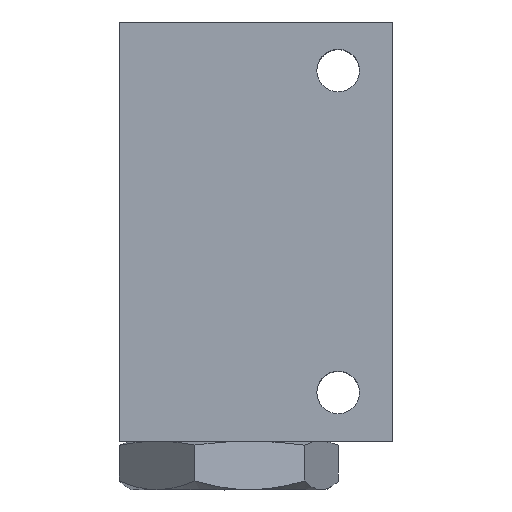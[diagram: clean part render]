
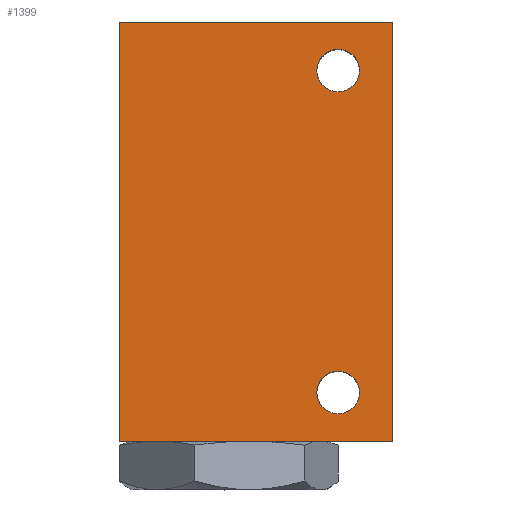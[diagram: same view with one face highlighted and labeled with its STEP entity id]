
A CAD part, top view. The second image highlights one B-rep face of the part: STEP entity #1399.
In plain terms, the highlighted planar face has unit normal (0, 0, 1).
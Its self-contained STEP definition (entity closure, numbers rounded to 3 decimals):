
#1 = CARTESIAN_POINT ( 'NONE',  ( 13.5, 16., 10. ) ) ;
#4 = DIRECTION ( 'NONE',  ( -1., 0., 0. ) ) ;
#25 = ORIENTED_EDGE ( 'NONE', *, *, #691, .F. ) ;
#34 = CARTESIAN_POINT ( 'NONE',  ( 13.5, -18.5, 10. ) ) ;
#43 = DIRECTION ( 'NONE',  ( 1., 0., 0. ) ) ;
#96 = EDGE_CURVE ( 'NONE', #1211, #1498, #248, .T. ) ;
#103 = ORIENTED_EDGE ( 'NONE', *, *, #96, .T. ) ;
#115 = AXIS2_PLACEMENT_3D ( 'NONE', #168, #170, #240 ) ;
#135 = VECTOR ( 'NONE', #1553, 1000. ) ;
#151 = CIRCLE ( 'NONE', #1061, 1.75 ) ;
#165 = VECTOR ( 'NONE', #1156, 1000. ) ;
#167 = EDGE_LOOP ( 'NONE', ( #25, #873 ) ) ;
#168 = CARTESIAN_POINT ( 'NONE',  ( 9., -14.5, 10. ) ) ;
#170 = DIRECTION ( 'NONE',  ( 0., 0., 1. ) ) ;
#240 = DIRECTION ( 'NONE',  ( 0., 1., 0. ) ) ;
#247 = DIRECTION ( 'NONE',  ( 0., 1., 0. ) ) ;
#248 = LINE ( 'NONE', #844, #135 ) ;
#254 = EDGE_LOOP ( 'NONE', ( #574, #1068 ) ) ;
#264 = VERTEX_POINT ( 'NONE', #292 ) ;
#270 = FACE_OUTER_BOUND ( 'NONE', #744, .T. ) ;
#292 = CARTESIAN_POINT ( 'NONE',  ( 9., 13.75, 10. ) ) ;
#307 = VERTEX_POINT ( 'NONE', #1153 ) ;
#372 = VECTOR ( 'NONE', #43, 1000. ) ;
#414 = LINE ( 'NONE', #1476, #165 ) ;
#415 = CIRCLE ( 'NONE', #1095, 1.75 ) ;
#420 = ORIENTED_EDGE ( 'NONE', *, *, #551, .T. ) ;
#500 = EDGE_CURVE ( 'NONE', #809, #264, #1342, .T. ) ;
#522 = EDGE_CURVE ( 'NONE', #1498, #1012, #595, .T. ) ;
#551 = EDGE_CURVE ( 'NONE', #897, #1211, #1315, .T. ) ;
#564 = FACE_BOUND ( 'NONE', #167, .T. ) ;
#565 = CARTESIAN_POINT ( 'NONE',  ( 9., -12.75, 10. ) ) ;
#568 = AXIS2_PLACEMENT_3D ( 'NONE', #848, #1002, #735 ) ;
#574 = ORIENTED_EDGE ( 'NONE', *, *, #699, .F. ) ;
#580 = EDGE_CURVE ( 'NONE', #1012, #897, #414, .T. ) ;
#593 = CARTESIAN_POINT ( 'NONE',  ( 13.5, 16., 10. ) ) ;
#595 = LINE ( 'NONE', #1, #1426 ) ;
#627 = DIRECTION ( 'NONE',  ( 0., -1., 0. ) ) ;
#631 = DIRECTION ( 'NONE',  ( 0., 0., -1. ) ) ;
#633 = CARTESIAN_POINT ( 'NONE',  ( -9., -18.5, 10. ) ) ;
#639 = PLANE ( 'NONE',  #1471 ) ;
#661 = FACE_BOUND ( 'NONE', #254, .T. ) ;
#691 = EDGE_CURVE ( 'NONE', #1533, #307, #1431, .T. ) ;
#699 = EDGE_CURVE ( 'NONE', #264, #809, #151, .T. ) ;
#735 = DIRECTION ( 'NONE',  ( 0., 1., 0. ) ) ;
#744 = EDGE_LOOP ( 'NONE', ( #420, #103, #905, #1377 ) ) ;
#760 = EDGE_CURVE ( 'NONE', #307, #1533, #415, .T. ) ;
#768 = DIRECTION ( 'NONE',  ( 0., 0., 1. ) ) ;
#809 = VERTEX_POINT ( 'NONE', #1516 ) ;
#844 = CARTESIAN_POINT ( 'NONE',  ( 13.5, -18.5, 10. ) ) ;
#848 = CARTESIAN_POINT ( 'NONE',  ( 9., 12., 10. ) ) ;
#873 = ORIENTED_EDGE ( 'NONE', *, *, #760, .F. ) ;
#897 = VERTEX_POINT ( 'NONE', #1291 ) ;
#905 = ORIENTED_EDGE ( 'NONE', *, *, #522, .T. ) ;
#998 = CARTESIAN_POINT ( 'NONE',  ( 9., 12., 10. ) ) ;
#1002 = DIRECTION ( 'NONE',  ( 0., 0., 1. ) ) ;
#1012 = VERTEX_POINT ( 'NONE', #1193 ) ;
#1014 = CARTESIAN_POINT ( 'NONE',  ( 13.5, -18.5, 10. ) ) ;
#1061 = AXIS2_PLACEMENT_3D ( 'NONE', #998, #768, #247 ) ;
#1068 = ORIENTED_EDGE ( 'NONE', *, *, #500, .F. ) ;
#1095 = AXIS2_PLACEMENT_3D ( 'NONE', #1522, #1520, #1519 ) ;
#1153 = CARTESIAN_POINT ( 'NONE',  ( 9., -16.25, 10. ) ) ;
#1156 = DIRECTION ( 'NONE',  ( 0., -1., 0. ) ) ;
#1193 = CARTESIAN_POINT ( 'NONE',  ( -9., 16., 10. ) ) ;
#1211 = VERTEX_POINT ( 'NONE', #1014 ) ;
#1291 = CARTESIAN_POINT ( 'NONE',  ( -9., -18.5, 10. ) ) ;
#1315 = LINE ( 'NONE', #34, #372 ) ;
#1342 = CIRCLE ( 'NONE', #568, 1.75 ) ;
#1377 = ORIENTED_EDGE ( 'NONE', *, *, #580, .T. ) ;
#1399 = ADVANCED_FACE ( 'NONE', ( #564, #661, #270 ), #639, .F. ) ;
#1426 = VECTOR ( 'NONE', #4, 1000. ) ;
#1431 = CIRCLE ( 'NONE', #115, 1.75 ) ;
#1471 = AXIS2_PLACEMENT_3D ( 'NONE', #633, #631, #627 ) ;
#1476 = CARTESIAN_POINT ( 'NONE',  ( -9., -18.5, 10. ) ) ;
#1498 = VERTEX_POINT ( 'NONE', #593 ) ;
#1516 = CARTESIAN_POINT ( 'NONE',  ( 9., 10.25, 10. ) ) ;
#1519 = DIRECTION ( 'NONE',  ( 0., 1., 0. ) ) ;
#1520 = DIRECTION ( 'NONE',  ( 0., 0., 1. ) ) ;
#1522 = CARTESIAN_POINT ( 'NONE',  ( 9., -14.5, 10. ) ) ;
#1533 = VERTEX_POINT ( 'NONE', #565 ) ;
#1553 = DIRECTION ( 'NONE',  ( 0., 1., 0. ) ) ;
